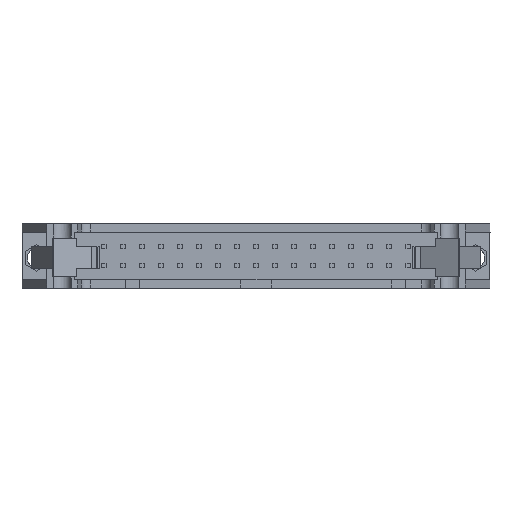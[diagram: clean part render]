
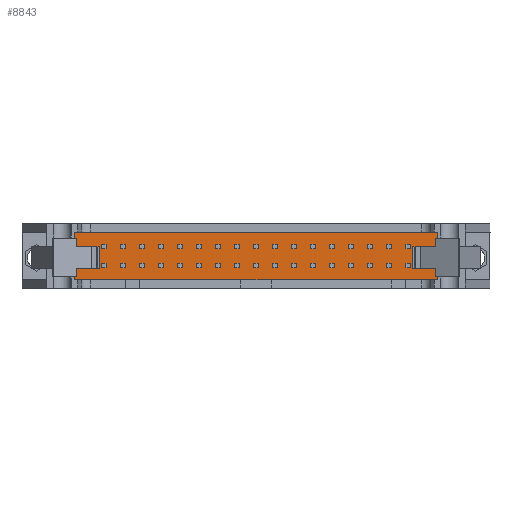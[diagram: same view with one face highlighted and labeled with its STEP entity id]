
A CAD part, top view. The second image highlights one B-rep face of the part: STEP entity #8843.
In plain terms, the highlighted planar face has unit normal (0, 0, 1).
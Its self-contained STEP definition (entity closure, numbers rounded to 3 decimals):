
#214=FACE_OUTER_BOUND($,#797,.T.);
#797=EDGE_LOOP($,(#5919,#5920,#5921,#5922,#5923,#5924,#5925,#5926,#5927,
#5928,#5929,#5930,#5931,#5932));
#3225=B_SPLINE_CURVE_WITH_KNOTS($,1,(#13138,#13139),.UNSPECIFIED.,.F.,.F.,
(2,2),(0.,1.),.UNSPECIFIED.);
#3231=B_SPLINE_CURVE_WITH_KNOTS($,1,(#13165,#13166),.UNSPECIFIED.,.F.,.F.,
(2,2),(0.,1.),.UNSPECIFIED.);
#3235=B_SPLINE_CURVE_WITH_KNOTS($,1,(#13177,#13178),.UNSPECIFIED.,.F.,.F.,
(2,2),(0.,1.),.UNSPECIFIED.);
#3242=B_SPLINE_CURVE_WITH_KNOTS($,1,(#13198,#13199),.UNSPECIFIED.,.F.,.F.,
(2,2),(0.,1.),.UNSPECIFIED.);
#3277=B_SPLINE_CURVE_WITH_KNOTS($,1,(#13377,#13378),.UNSPECIFIED.,.F.,.F.,
(2,2),(0.,1.),.UNSPECIFIED.);
#3334=B_SPLINE_CURVE_WITH_KNOTS($,1,(#13913,#13914),.UNSPECIFIED.,.F.,.F.,
(2,2),(0.,1.),.UNSPECIFIED.);
#3338=B_SPLINE_CURVE_WITH_KNOTS($,1,(#13924,#13925),.UNSPECIFIED.,.F.,.F.,
(2,2),(0.,1.),.UNSPECIFIED.);
#3339=B_SPLINE_CURVE_WITH_KNOTS($,1,(#13928,#13929),.UNSPECIFIED.,.F.,.F.,
(2,2),(0.,1.),.UNSPECIFIED.);
#3340=B_SPLINE_CURVE_WITH_KNOTS($,1,(#13931,#13932),.UNSPECIFIED.,.F.,.F.,
(2,2),(0.,1.),.UNSPECIFIED.);
#3341=B_SPLINE_CURVE_WITH_KNOTS($,1,(#13934,#13935),.UNSPECIFIED.,.F.,.F.,
(2,2),(0.,1.),.UNSPECIFIED.);
#3342=B_SPLINE_CURVE_WITH_KNOTS($,1,(#13937,#13938),.UNSPECIFIED.,.F.,.F.,
(2,2),(0.,1.),.UNSPECIFIED.);
#3343=B_SPLINE_CURVE_WITH_KNOTS($,1,(#13940,#13941),.UNSPECIFIED.,.F.,.F.,
(2,2),(0.,1.),.UNSPECIFIED.);
#3344=B_SPLINE_CURVE_WITH_KNOTS($,1,(#13943,#13944),.UNSPECIFIED.,.F.,.F.,
(2,2),(0.,1.),.UNSPECIFIED.);
#3345=B_SPLINE_CURVE_WITH_KNOTS($,1,(#13945,#13946),.UNSPECIFIED.,.F.,.F.,
(2,2),(0.,1.),.UNSPECIFIED.);
#3581=VERTEX_POINT($,#13128);
#3584=VERTEX_POINT($,#13135);
#3590=VERTEX_POINT($,#13164);
#3593=VERTEX_POINT($,#13176);
#3599=VERTEX_POINT($,#13195);
#3626=VERTEX_POINT($,#13376);
#3664=VERTEX_POINT($,#13912);
#3666=VERTEX_POINT($,#13921);
#3667=VERTEX_POINT($,#13927);
#3668=VERTEX_POINT($,#13930);
#3669=VERTEX_POINT($,#13933);
#3670=VERTEX_POINT($,#13936);
#3671=VERTEX_POINT($,#13939);
#3672=VERTEX_POINT($,#13942);
#4451=EDGE_CURVE($,#3584,#3581,#3225,.F.);
#4457=EDGE_CURVE($,#3581,#3590,#3231,.F.);
#4461=EDGE_CURVE($,#3590,#3593,#3235,.F.);
#4468=EDGE_CURVE($,#3599,#3584,#3242,.F.);
#4503=EDGE_CURVE($,#3593,#3626,#3277,.F.);
#4560=EDGE_CURVE($,#3626,#3664,#3334,.F.);
#4564=EDGE_CURVE($,#3666,#3599,#3338,.F.);
#4565=EDGE_CURVE($,#3667,#3664,#3339,.F.);
#4566=EDGE_CURVE($,#3666,#3668,#3340,.F.);
#4567=EDGE_CURVE($,#3668,#3669,#3341,.F.);
#4568=EDGE_CURVE($,#3669,#3670,#3342,.F.);
#4569=EDGE_CURVE($,#3671,#3670,#3343,.T.);
#4570=EDGE_CURVE($,#3671,#3672,#3344,.F.);
#4571=EDGE_CURVE($,#3672,#3667,#3345,.F.);
#5919=ORIENTED_EDGE($,*,*,#4565,.T.);
#5920=ORIENTED_EDGE($,*,*,#4560,.F.);
#5921=ORIENTED_EDGE($,*,*,#4503,.F.);
#5922=ORIENTED_EDGE($,*,*,#4461,.F.);
#5923=ORIENTED_EDGE($,*,*,#4457,.F.);
#5924=ORIENTED_EDGE($,*,*,#4451,.F.);
#5925=ORIENTED_EDGE($,*,*,#4468,.F.);
#5926=ORIENTED_EDGE($,*,*,#4564,.F.);
#5927=ORIENTED_EDGE($,*,*,#4566,.T.);
#5928=ORIENTED_EDGE($,*,*,#4567,.T.);
#5929=ORIENTED_EDGE($,*,*,#4568,.T.);
#5930=ORIENTED_EDGE($,*,*,#4569,.F.);
#5931=ORIENTED_EDGE($,*,*,#4570,.T.);
#5932=ORIENTED_EDGE($,*,*,#4571,.T.);
#8294=PLANE($,#9563);
#8843=ADVANCED_FACE($,(#214),#8294,.F.);
#9563=AXIS2_PLACEMENT_3D($,#13926,#10217,#10218);
#10217=DIRECTION('center_axis',(0.,0.,-1.));
#10218=DIRECTION('ref_axis',(-1.,0.,0.));
#13128=CARTESIAN_POINT('',(-24.257,3.175,7.62));
#13135=CARTESIAN_POINT('',(-24.257,1.27,7.62));
#13138=CARTESIAN_POINT('Ctrl Pts',(-24.257,3.175,7.62));
#13139=CARTESIAN_POINT('Ctrl Pts',(-24.257,1.27,7.62));
#13164=CARTESIAN_POINT('',(24.257,3.175,7.62));
#13165=CARTESIAN_POINT('Ctrl Pts',(24.257,3.175,7.62));
#13166=CARTESIAN_POINT('Ctrl Pts',(-24.257,3.175,7.62));
#13176=CARTESIAN_POINT('',(24.257,1.27,7.62));
#13177=CARTESIAN_POINT('Ctrl Pts',(24.257,1.27,7.62));
#13178=CARTESIAN_POINT('Ctrl Pts',(24.257,3.175,7.62));
#13195=CARTESIAN_POINT('',(-20.955,1.27,7.62));
#13198=CARTESIAN_POINT('Ctrl Pts',(-24.257,1.27,7.62));
#13199=CARTESIAN_POINT('Ctrl Pts',(-20.955,1.27,7.62));
#13376=CARTESIAN_POINT('',(20.955,1.27,7.62));
#13377=CARTESIAN_POINT('Ctrl Pts',(20.955,1.27,7.62));
#13378=CARTESIAN_POINT('Ctrl Pts',(24.257,1.27,7.62));
#13912=CARTESIAN_POINT('',(20.955,-1.727,7.62));
#13913=CARTESIAN_POINT('Ctrl Pts',(20.955,-1.727,7.62));
#13914=CARTESIAN_POINT('Ctrl Pts',(20.955,1.27,7.62));
#13921=CARTESIAN_POINT('',(-20.955,-1.727,7.62));
#13924=CARTESIAN_POINT('Ctrl Pts',(-20.955,1.27,7.62));
#13925=CARTESIAN_POINT('Ctrl Pts',(-20.955,-1.727,7.62));
#13926=CARTESIAN_POINT('Origin',(25.227,-3.302,7.62));
#13927=CARTESIAN_POINT('',(24.257,-1.727,7.62));
#13928=CARTESIAN_POINT('Ctrl Pts',(20.955,-1.727,7.62));
#13929=CARTESIAN_POINT('Ctrl Pts',(24.257,-1.727,7.62));
#13930=CARTESIAN_POINT('',(-24.257,-1.727,7.62));
#13931=CARTESIAN_POINT('Ctrl Pts',(-24.257,-1.727,7.62));
#13932=CARTESIAN_POINT('Ctrl Pts',(-20.955,-1.727,7.62));
#13933=CARTESIAN_POINT('',(-24.257,-3.175,7.62));
#13934=CARTESIAN_POINT('Ctrl Pts',(-24.257,-3.175,7.62));
#13935=CARTESIAN_POINT('Ctrl Pts',(-24.257,-1.727,7.62));
#13936=CARTESIAN_POINT('',(-2.032,-3.175,7.62));
#13937=CARTESIAN_POINT('Ctrl Pts',(-2.032,-3.175,7.62));
#13938=CARTESIAN_POINT('Ctrl Pts',(-24.257,-3.175,7.62));
#13939=CARTESIAN_POINT('',(2.032,-3.175,7.62));
#13940=CARTESIAN_POINT('Ctrl Pts',(2.032,-3.175,7.62));
#13941=CARTESIAN_POINT('Ctrl Pts',(-2.032,-3.175,7.62));
#13942=CARTESIAN_POINT('',(24.257,-3.175,7.62));
#13943=CARTESIAN_POINT('Ctrl Pts',(24.257,-3.175,7.62));
#13944=CARTESIAN_POINT('Ctrl Pts',(2.032,-3.175,7.62));
#13945=CARTESIAN_POINT('Ctrl Pts',(24.257,-1.727,7.62));
#13946=CARTESIAN_POINT('Ctrl Pts',(24.257,-3.175,7.62));
